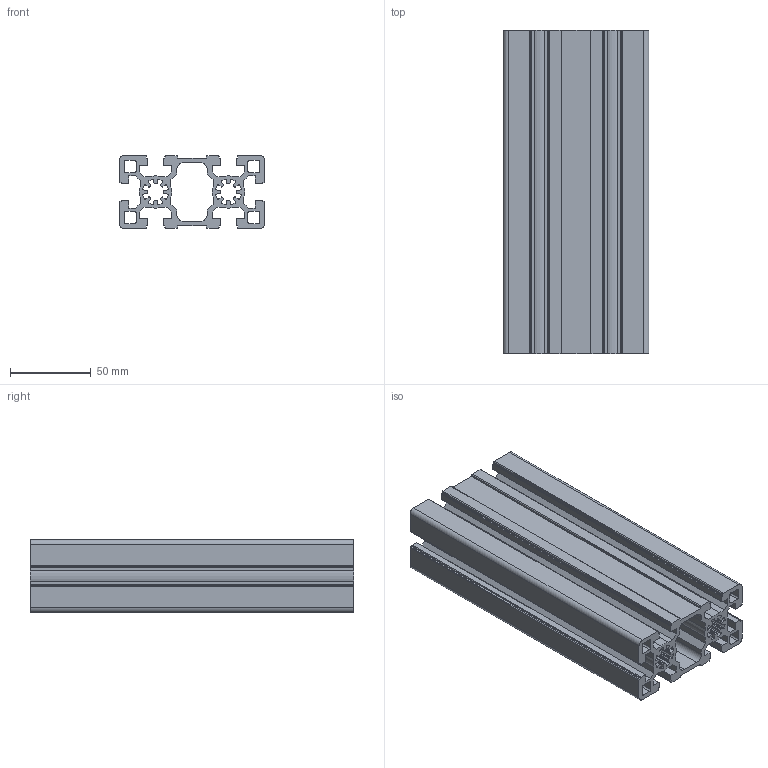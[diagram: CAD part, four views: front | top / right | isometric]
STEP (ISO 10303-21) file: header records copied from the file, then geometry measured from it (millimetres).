
FILE_DESCRIPTION(/* description */ ('Aluminiumprofil 45x90'),/* implementation_level */ '2;1');
FILE_NAME(/* name */ 'Syskomp 411990300 Aluminiumprofil 45x90.stp',/* time_stamp */ '2017-03-01T12:16:10+01:00',/* author */ ('wheldmann'),/* organization */ (''),/* preprocessor_version */ 'ST-DEVELOPER v16.1',/* originating_system */ 'Autodesk Inventor 2016',/* authorisation */ ' ');
FILE_SCHEMA (('AUTOMOTIVE_DESIGN { 1 0 10303 214 3 1 1 }'));
Length unit declared in the file: millimetre
Products named in the file (1): 411990300 Aluminiumprofil 45x90 - 200
Bounding box: 90 x 200 x 45 mm (x, y, z)
Volume: 304789.5 mm3; surface area: 185086.6 mm2
Topology: 1 solids, 1 shells, 334 faces, 996 edges, 664 vertices
Faces by surface type: cylinder 168, plane 166
Entity records: 11368 total; most frequent: DIRECTION 2002, CARTESIAN_POINT 1995, ORIENTED_EDGE 1992, EDGE_CURVE 996, AXIS2_PLACEMENT_3D 671, VERTEX_POINT 664, LINE 660, VECTOR 660
